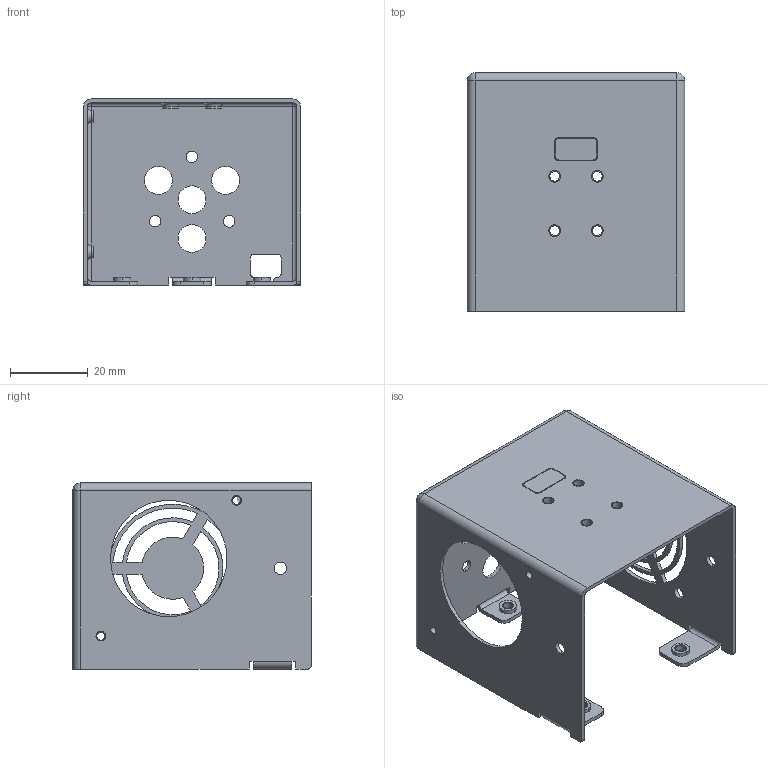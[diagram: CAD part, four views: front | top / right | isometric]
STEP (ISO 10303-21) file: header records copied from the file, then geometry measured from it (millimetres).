
FILE_DESCRIPTION((''),'2;1');
FILE_NAME('ZSD-21_V3','2021-06-03T',('Administrator'),(''),'PRO/ENGINEER BY PARAMETRIC TECHNOLOGY CORPORATION, 2010480','PRO/ENGINEER BY PARAMETRIC TECHNOLOGY CORPORATION, 2010480','');
FILE_SCHEMA(('CONFIG_CONTROL_DESIGN'));
Length unit declared in the file: millimetre
Products named in the file (1): ZSD-21_V3
Bounding box: 56 x 61.5 x 48 mm (x, y, z)
Volume: 10282.7 mm3; surface area: 22118.6 mm2
Topology: 1 solids, 10 shells, 242 faces, 662 edges, 428 vertices
Faces by surface type: cylinder 138, plane 88, torus 12, sphere 4
Entity records: 7874 total; most frequent: DIRECTION 1444, CARTESIAN_POINT 1327, ORIENTED_EDGE 1280, EDGE_CURVE 658, AXIS2_PLACEMENT_3D 543, VERTEX_POINT 426, VECTOR 358, LINE 358
